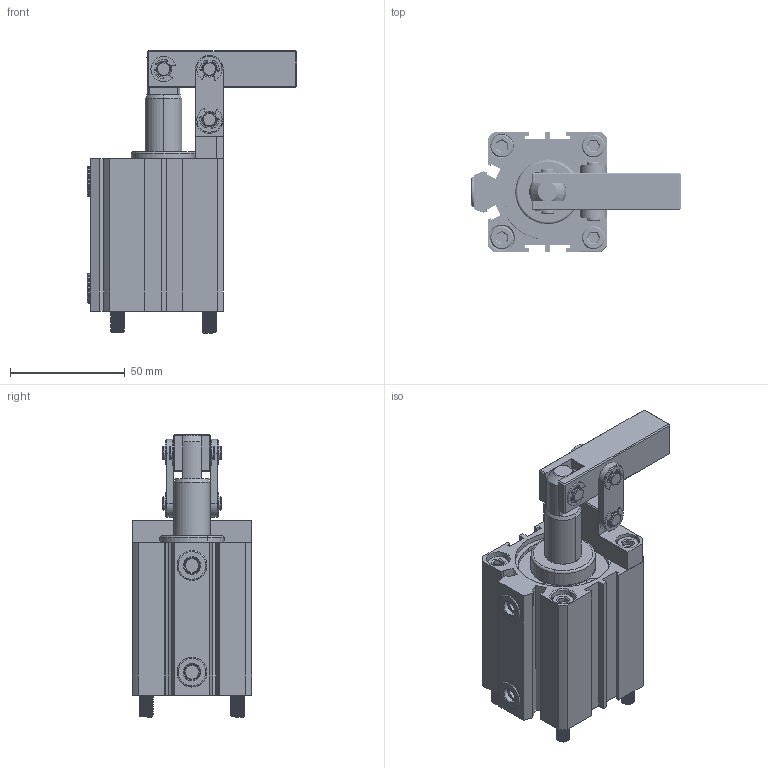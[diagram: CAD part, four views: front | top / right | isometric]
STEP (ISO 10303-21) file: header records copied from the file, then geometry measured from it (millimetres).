
FILE_DESCRIPTION (( 'STEP AP214' ), '1' );
FILE_NAME ('CALC-MS40杠杆空压缸三维图.STEP', '2019-04-14T07:25:47', ( '' ), ( '' ), 'SwSTEP 2.0', 'SolidWorks 2016', '' );
FILE_SCHEMA (( 'AUTOMOTIVE_DESIGN' ));
Length unit declared in the file: millimetre
Products named in the file (15): 縐33; CALC-MS40杠杆空压缸三维图; 傻粣; ヶ裔_1; 葩璃 M62; 綴裔_1; 4556疑; MS40掛极; M6; 1-8黑芛MS40; 蟀裝; MS40揤旋; MS40活塞杆2; 酗粣; 羲宎
Assembly tree (25 placements, depth 2):
  CALC-MS40杠杆空压缸三维图
    縐33  x2
    羲宎  x6
    酗粣  x2
    MS40活塞杆2
    MS40揤旋
    蟀裝  x2
    1-8黑芛MS40  x2
    M6  x2
    MS40掛极
    4556疑
    綴裔_1
    葩璃 M62  x2
    ヶ裔_1
    傻粣
Bounding box: 91.2 x 52 x 123.18 mm (x, y, z)
Volume: 127934.2 mm3; surface area: 75710.9 mm2
Topology: 21 solids, 25 shells, 1219 faces, 3158 edges, 2033 vertices
Faces by surface type: cylinder 732, plane 305, cone 98, bspline 72, torus 12
Entity records: 49723 total; most frequent: CARTESIAN_POINT 32171, ORIENTED_EDGE 3820, DIRECTION 3236, EDGE_CURVE 1912, VERTEX_POINT 1222, AXIS2_PLACEMENT_3D 1189, LINE 858, VECTOR 858
